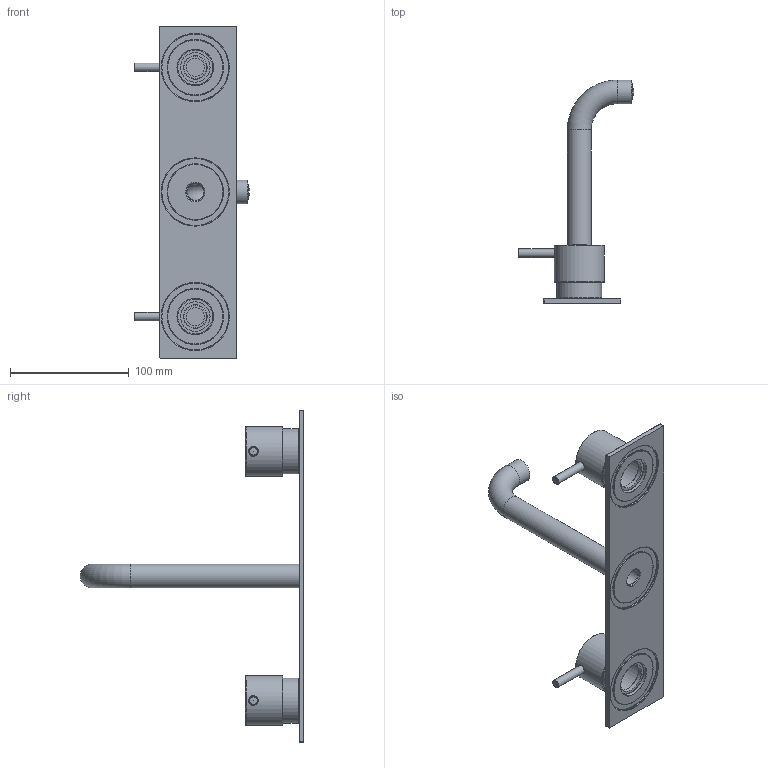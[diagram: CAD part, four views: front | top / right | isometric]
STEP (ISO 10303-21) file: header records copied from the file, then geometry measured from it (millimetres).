
FILE_DESCRIPTION(/* description */ ('Unknown'),/* implementation_level */ '2;1');
FILE_NAME(/* name */ 'CB006T',/* time_stamp */ '2016-03-15T09:56:40+01:00',/* author */ ('Unknown'),/* organization */ ('Unknown'),/* preprocessor_version */ 'ST-DEVELOPER v16.7',/* originating_system */ 'DEX',/* authorisation */ $);
FILE_SCHEMA (('AUTOMOTIVE_DESIGN {1 0 10303 214 3 1 1}'));
Length unit declared in the file: millimetre
Products named in the file (1): CB006T
Bounding box: 97.53 x 188.5 x 280 mm (x, y, z)
Volume: 39.7 mm3; surface area: 96016.4 mm2
Topology: 1 solids, 19 shells, 171 faces, 459 edges, 301 vertices
Faces by surface type: plane 65, cylinder 52, torus 37, cone 11, sphere 4, bspline 2
Full cylindrical faces by diameter (mm): 3.242 x1, 5 x2, 7 x2, 12.196 x1, 13.464 x1, 14 x1, 14.577 x1, 15 x1, 15.3 x2, 16 x1, 16.5 x1, 16.75 x1, 19 x2, 20 x2, 20.5 x1, 24.917 x2, 30 x2, 30.5 x2, 34.005 x2, 35 x4, 38 x2, 39 x2, 42 x2, 47 x3, 57 x3
Entity records: 8672 total; most frequent: CARTESIAN_POINT 4600, DIRECTION 830, ORIENTED_EDGE 571, AXIS2_PLACEMENT_3D 367, EDGE_CURVE 326, FACE_BOUND 295, EDGE_LOOP 294, VERTEX_POINT 261
